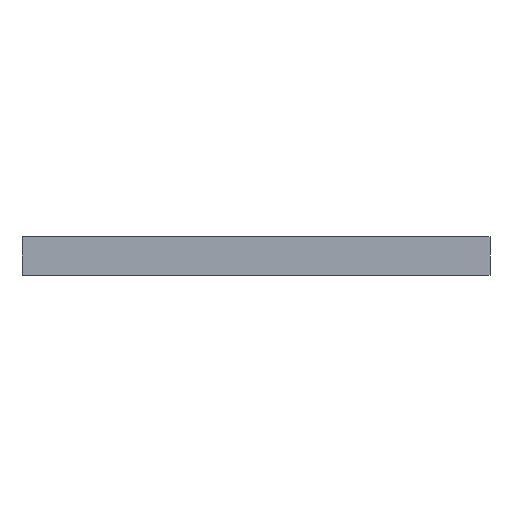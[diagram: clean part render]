
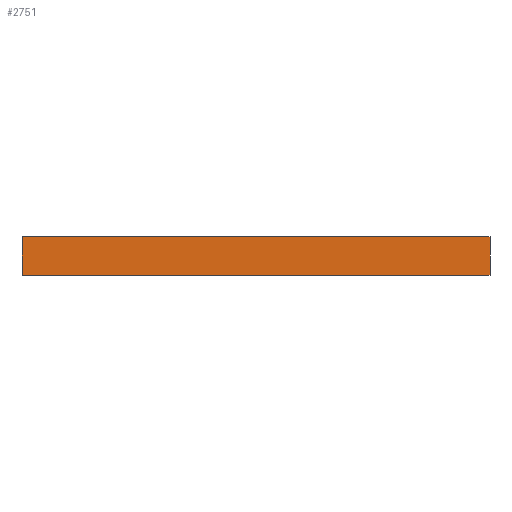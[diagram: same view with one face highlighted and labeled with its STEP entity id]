
A CAD part, front view. The second image highlights one B-rep face of the part: STEP entity #2751.
In plain terms, the highlighted planar face has unit normal (0, -1, 0).
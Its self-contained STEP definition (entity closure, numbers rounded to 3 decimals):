
#294 = CARTESIAN_POINT ( 'NONE',  ( 19.45, -8.5, -1.6 ) ) ;
#348 = FACE_OUTER_BOUND ( 'NONE', #2523, .T. ) ;
#516 = VERTEX_POINT ( 'NONE', #1076 ) ;
#769 = VECTOR ( 'NONE', #2585, 1000. ) ;
#913 = AXIS2_PLACEMENT_3D ( 'NONE', #4431, #1756, #4837 ) ;
#1076 = CARTESIAN_POINT ( 'NONE',  ( 19.45, -8.5, 1.6 ) ) ;
#1472 = EDGE_CURVE ( 'NONE', #516, #5723, #2598, .T. ) ;
#1674 = CARTESIAN_POINT ( 'NONE',  ( -19.5, -8.5, -1.6 ) ) ;
#1756 = DIRECTION ( 'NONE',  ( 0., 1., 0. ) ) ;
#2098 = LINE ( 'NONE', #5109, #3772 ) ;
#2219 = ORIENTED_EDGE ( 'NONE', *, *, #2950, .T. ) ;
#2481 = ORIENTED_EDGE ( 'NONE', *, *, #1472, .F. ) ;
#2523 = EDGE_LOOP ( 'NONE', ( #2219, #2481, #2827, #5101 ) ) ;
#2585 = DIRECTION ( 'NONE',  ( 0., 0., -1. ) ) ;
#2596 = VERTEX_POINT ( 'NONE', #1674 ) ;
#2598 = LINE ( 'NONE', #5304, #769 ) ;
#2751 = ADVANCED_FACE ( 'NONE', ( #348 ), #5716, .F. ) ;
#2754 = VECTOR ( 'NONE', #4391, 1000. ) ;
#2827 = ORIENTED_EDGE ( 'NONE', *, *, #5630, .F. ) ;
#2871 = DIRECTION ( 'NONE',  ( 0., 0., -1. ) ) ;
#2938 = VERTEX_POINT ( 'NONE', #3821 ) ;
#2950 = EDGE_CURVE ( 'NONE', #2596, #5723, #3088, .T. ) ;
#3088 = LINE ( 'NONE', #3964, #2754 ) ;
#3193 = LINE ( 'NONE', #3928, #3743 ) ;
#3423 = DIRECTION ( 'NONE',  ( 1., 0., 0. ) ) ;
#3743 = VECTOR ( 'NONE', #3423, 1000. ) ;
#3772 = VECTOR ( 'NONE', #2871, 1000. ) ;
#3821 = CARTESIAN_POINT ( 'NONE',  ( -19.5, -8.5, 1.6 ) ) ;
#3928 = CARTESIAN_POINT ( 'NONE',  ( 19.45, -8.5, 1.6 ) ) ;
#3964 = CARTESIAN_POINT ( 'NONE',  ( 19.45, -8.5, -1.6 ) ) ;
#4017 = EDGE_CURVE ( 'NONE', #2938, #2596, #2098, .T. ) ;
#4391 = DIRECTION ( 'NONE',  ( 1., 0., 0. ) ) ;
#4431 = CARTESIAN_POINT ( 'NONE',  ( 19.45, -8.5, 1.6 ) ) ;
#4837 = DIRECTION ( 'NONE',  ( 0., 0., 1. ) ) ;
#5101 = ORIENTED_EDGE ( 'NONE', *, *, #4017, .T. ) ;
#5109 = CARTESIAN_POINT ( 'NONE',  ( -19.5, -8.5, 1.6 ) ) ;
#5304 = CARTESIAN_POINT ( 'NONE',  ( 19.45, -8.5, 1.6 ) ) ;
#5630 = EDGE_CURVE ( 'NONE', #2938, #516, #3193, .T. ) ;
#5716 = PLANE ( 'NONE',  #913 ) ;
#5723 = VERTEX_POINT ( 'NONE', #294 ) ;
